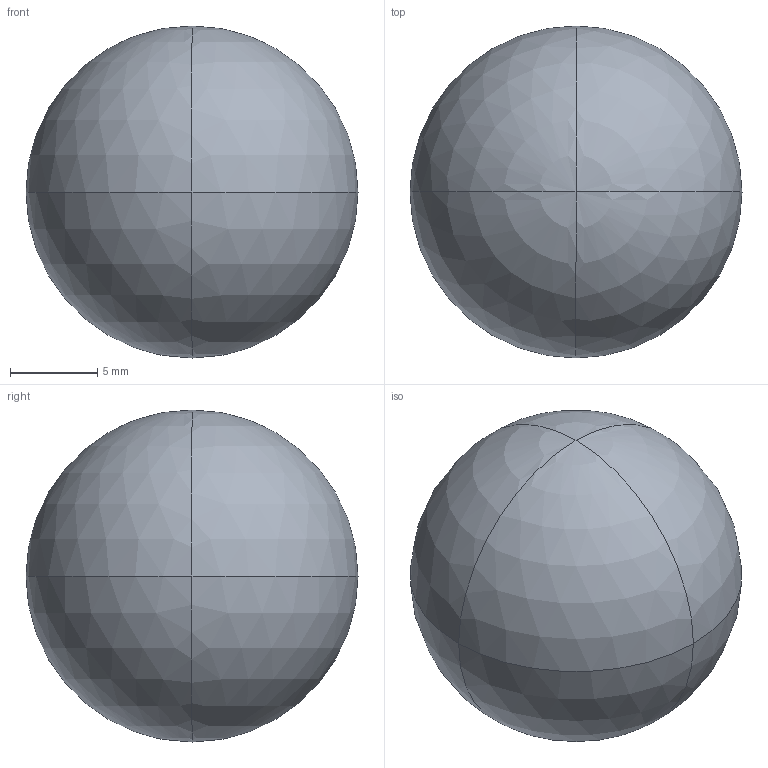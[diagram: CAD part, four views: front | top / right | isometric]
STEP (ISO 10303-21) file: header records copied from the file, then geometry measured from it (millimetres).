
FILE_DESCRIPTION(/* description */ ('STEP AP203'),/* implementation_level */ '2;1');
FILE_NAME(/* name */ '2',/* time_stamp */ '2022-09-22T13:47:57+08:00',/* author */ (' '),/* organization */ (' '),/* preprocessor_version */ 'ST-DEVELOPER v18.101',/* originating_system */ ' ',/* authorisation */ ' ');
FILE_SCHEMA (('CONFIG_CONTROL_DESIGN'));
Length unit declared in the file: millimetre
Products named in the file (20): id2; id5; id8; id11; id14; id17; id20; id23; id26; id29; id32; id35; id38; id41; id44; id47; id50; id53; id56; id59
Bounding box: 19 x 19 x 19 mm (x, y, z)
Volume: 3591.4 mm3; surface area: 3696.5 mm2
Topology: 20 solids, 23 shells, 1964 faces, 5732 edges, 3778 vertices
Faces by surface type: plane 1488, cylinder 408, bspline 44, sphere 24
Entity records: 66817 total; most frequent: CARTESIAN_POINT 12570, DIRECTION 12020, ORIENTED_EDGE 11416, EDGE_CURVE 5708, AXIS2_PLACEMENT_3D 4608, VERTEX_POINT 3778, LINE 2804, VECTOR 2804
